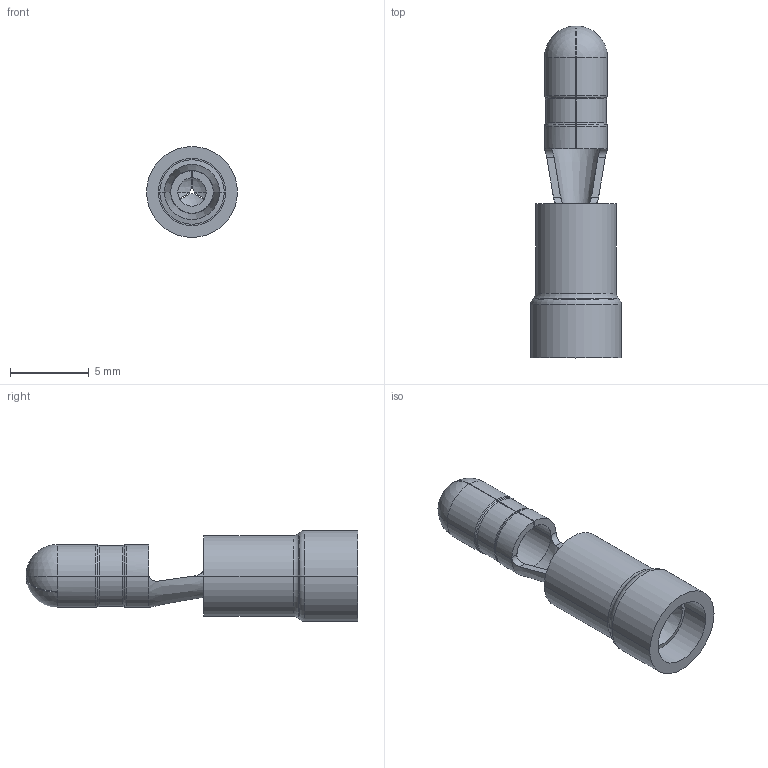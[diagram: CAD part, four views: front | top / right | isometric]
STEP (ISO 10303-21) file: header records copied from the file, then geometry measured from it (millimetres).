
FILE_DESCRIPTION (( 'STEP AP214' ), '1' );
FILE_NAME ('V70RS004001.step', '2017-09-28T13:30:02', ( '' ), ( '' ), 'SwSTEP 2.0', 'SolidWorks 2017', '' );
FILE_SCHEMA (( 'AUTOMOTIVE_DESIGN' ));
Length unit declared in the file: millimetre
Products named in the file (1): V70RS004001
Bounding box: 5.78 x 21.1 x 5.78 mm (x, y, z)
Volume: 192.5 mm3; surface area: 774.3 mm2
Topology: 3 solids, 3 shells, 102 faces, 240 edges, 142 vertices
Faces by surface type: cylinder 34, plane 24, cone 18, torus 16, sphere 10
Entity records: 3016 total; most frequent: CARTESIAN_POINT 607, DIRECTION 538, ORIENTED_EDGE 472, EDGE_CURVE 236, AXIS2_PLACEMENT_3D 231, VERTEX_POINT 140, CIRCLE 128, EDGE_LOOP 106
